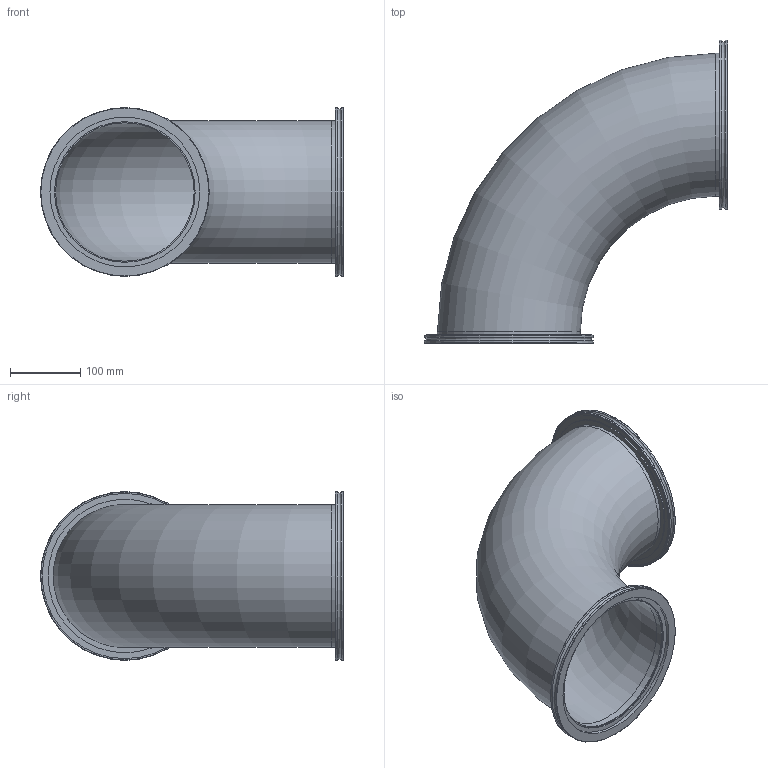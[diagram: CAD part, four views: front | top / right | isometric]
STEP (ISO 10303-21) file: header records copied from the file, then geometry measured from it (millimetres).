
FILE_DESCRIPTION(/* description */ (''),/* implementation_level */ '2;1');
FILE_NAME(/* name */ 'FL-E200LF-311.stp',/* time_stamp */ '2018-12-05T11:39:14+00:00',/* author */ ('paul'),/* organization */ (''),/* preprocessor_version */ 'ST-DEVELOPER v17.2',/* originating_system */ 'Autodesk Inventor 2019',/* authorisation */ '');
FILE_SCHEMA (('AUTOMOTIVE_DESIGN { 1 0 10303 214 3 1 1 }'));
Length unit declared in the file: millimetre
Products named in the file (3): FL-E200LF-311; tube; FL-200LF-W
Assembly tree (3 placements, depth 2):
  FL-E200LF-311
    tube
    FL-200LF-W  x2
Bounding box: 431 x 431 x 240 mm (x, y, z)
Volume: 1184451.6 mm3; surface area: 707872.5 mm2
Topology: 3 solids, 3 shells, 40 faces, 98 edges, 72 vertices
Faces by surface type: cylinder 18, plane 14, torus 4, cone 4
Full cylindrical faces by diameter (mm): 197 x2, 200 x2, 203.2 x2, 204 x2, 213 x2, 218.3 x2, 235 x2, 240 x4
Entity records: 877 total; most frequent: DIRECTION 163, CARTESIAN_POINT 130, ORIENTED_EDGE 116, AXIS2_PLACEMENT_3D 75, EDGE_CURVE 58, CIRCLE 45, VERTEX_POINT 42, EDGE_LOOP 32
